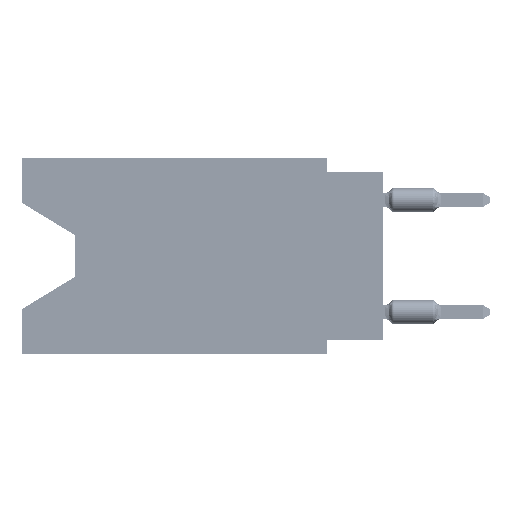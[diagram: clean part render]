
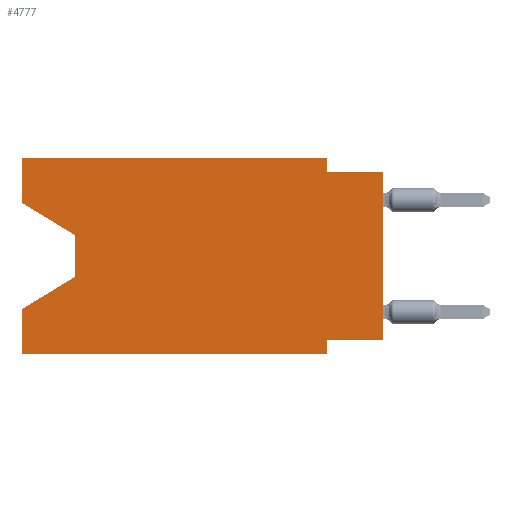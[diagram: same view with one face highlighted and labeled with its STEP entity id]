
A CAD part, left-side view. The second image highlights one B-rep face of the part: STEP entity #4777.
In plain terms, the highlighted planar face has unit normal (-1, 0, 0).
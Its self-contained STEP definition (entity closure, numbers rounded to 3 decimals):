
#1118 = ORIENTED_EDGE ( 'NONE', *, *, #50165, .F. ) ;
#2963 = VERTEX_POINT ( 'NONE', #6786 ) ;
#3200 = CARTESIAN_POINT ( 'NONE',  ( 0., 16.383, -6.852 ) ) ;
#3504 = VERTEX_POINT ( 'NONE', #27126 ) ;
#3956 = LINE ( 'NONE', #50411, #41426 ) ;
#4205 = EDGE_CURVE ( 'NONE', #52509, #10217, #66092, .T. ) ;
#4297 = EDGE_CURVE ( 'NONE', #3504, #35877, #16271, .T. ) ;
#4777 = ADVANCED_FACE ( 'NONE', ( #7382 ), #48146, .F. ) ;
#5681 = EDGE_LOOP ( 'NONE', ( #15439, #12493, #61109, #40623, #53005, #35677, #1118, #26575, #10288, #37927, #42756, #59332 ) ) ;
#5928 = CARTESIAN_POINT ( 'NONE',  ( 0., 2.54, -8.255 ) ) ;
#5990 = VERTEX_POINT ( 'NONE', #32585 ) ;
#6335 = DIRECTION ( 'NONE',  ( 0., 0., -1. ) ) ;
#6786 = CARTESIAN_POINT ( 'NONE',  ( 0., 0., -8.255 ) ) ;
#7025 = DIRECTION ( 'NONE',  ( 0., -0.855, -0.519 ) ) ;
#7382 = FACE_OUTER_BOUND ( 'NONE', #5681, .T. ) ;
#10178 = VECTOR ( 'NONE', #24481, 1000. ) ;
#10217 = VERTEX_POINT ( 'NONE', #13796 ) ;
#10288 = ORIENTED_EDGE ( 'NONE', *, *, #4205, .F. ) ;
#10985 = VECTOR ( 'NONE', #43440, 1000. ) ;
#12391 = CARTESIAN_POINT ( 'NONE',  ( 0., 16.383, -2.038 ) ) ;
#12493 = ORIENTED_EDGE ( 'NONE', *, *, #38659, .T. ) ;
#13796 = CARTESIAN_POINT ( 'NONE',  ( 0., 0., -0.635 ) ) ;
#15439 = ORIENTED_EDGE ( 'NONE', *, *, #46057, .T. ) ;
#16271 = LINE ( 'NONE', #52015, #32253 ) ;
#16276 = LINE ( 'NONE', #25978, #36418 ) ;
#16719 = CARTESIAN_POINT ( 'NONE',  ( 0., 13.97, -3.505 ) ) ;
#16746 = CARTESIAN_POINT ( 'NONE',  ( 0., 13.97, -5.385 ) ) ;
#17075 = CARTESIAN_POINT ( 'NONE',  ( 0., 16.383, -8.89 ) ) ;
#17181 = VERTEX_POINT ( 'NONE', #27531 ) ;
#20090 = EDGE_CURVE ( 'NONE', #36680, #63414, #29648, .T. ) ;
#20630 = DIRECTION ( 'NONE',  ( 0., 0.855, -0.519 ) ) ;
#22491 = LINE ( 'NONE', #28508, #50056 ) ;
#22994 = EDGE_CURVE ( 'NONE', #39110, #5990, #49097, .T. ) ;
#23171 = EDGE_CURVE ( 'NONE', #36680, #5990, #3956, .T. ) ;
#24481 = DIRECTION ( 'NONE',  ( 0., 1., 0. ) ) ;
#25038 = DIRECTION ( 'NONE',  ( 0., -1., 0. ) ) ;
#25296 = DIRECTION ( 'NONE',  ( 0., 0., 1. ) ) ;
#25978 = CARTESIAN_POINT ( 'NONE',  ( 0., 13.97, -5.385 ) ) ;
#26112 = LINE ( 'NONE', #31808, #45097 ) ;
#26575 = ORIENTED_EDGE ( 'NONE', *, *, #45880, .T. ) ;
#27126 = CARTESIAN_POINT ( 'NONE',  ( 0., 16.383, 0. ) ) ;
#27531 = CARTESIAN_POINT ( 'NONE',  ( 0., 16.383, -2.038 ) ) ;
#28508 = CARTESIAN_POINT ( 'NONE',  ( 0., 16.383, 0. ) ) ;
#29457 = LINE ( 'NONE', #63899, #10178 ) ;
#29648 = LINE ( 'NONE', #65737, #49660 ) ;
#30093 = EDGE_CURVE ( 'NONE', #52552, #63414, #16276, .T. ) ;
#31808 = CARTESIAN_POINT ( 'NONE',  ( 0., 0., 0. ) ) ;
#32140 = DIRECTION ( 'NONE',  ( 0., 0., 1. ) ) ;
#32253 = VECTOR ( 'NONE', #46993, 1000. ) ;
#32585 = CARTESIAN_POINT ( 'NONE',  ( 0., 2.54, -8.89 ) ) ;
#35677 = ORIENTED_EDGE ( 'NONE', *, *, #22994, .F. ) ;
#35877 = VERTEX_POINT ( 'NONE', #38269 ) ;
#36004 = DIRECTION ( 'NONE',  ( 0., -1., 0. ) ) ;
#36138 = VECTOR ( 'NONE', #6335, 1000. ) ;
#36418 = VECTOR ( 'NONE', #20630, 1000. ) ;
#36680 = VERTEX_POINT ( 'NONE', #17075 ) ;
#37927 = ORIENTED_EDGE ( 'NONE', *, *, #47514, .F. ) ;
#38269 = CARTESIAN_POINT ( 'NONE',  ( 0., 2.54, 0. ) ) ;
#38659 = EDGE_CURVE ( 'NONE', #50204, #52552, #43096, .T. ) ;
#39079 = CARTESIAN_POINT ( 'NONE',  ( 0., 2.54, 0. ) ) ;
#39110 = VERTEX_POINT ( 'NONE', #5928 ) ;
#40623 = ORIENTED_EDGE ( 'NONE', *, *, #20090, .F. ) ;
#40674 = CARTESIAN_POINT ( 'NONE',  ( 0., 0., -0.635 ) ) ;
#41345 = EDGE_CURVE ( 'NONE', #17181, #3504, #22491, .T. ) ;
#41426 = VECTOR ( 'NONE', #25038, 1000. ) ;
#42138 = CARTESIAN_POINT ( 'NONE',  ( 0., 2.54, -0.635 ) ) ;
#42756 = ORIENTED_EDGE ( 'NONE', *, *, #4297, .F. ) ;
#43096 = LINE ( 'NONE', #16719, #36138 ) ;
#43150 = DIRECTION ( 'NONE',  ( 1., 0., 0. ) ) ;
#43440 = DIRECTION ( 'NONE',  ( 0., 0., -1. ) ) ;
#43758 = CARTESIAN_POINT ( 'NONE',  ( 0., 2.54, -8.89 ) ) ;
#45097 = VECTOR ( 'NONE', #32140, 1000. ) ;
#45507 = CARTESIAN_POINT ( 'NONE',  ( 0., 13.97, -3.505 ) ) ;
#45880 = EDGE_CURVE ( 'NONE', #2963, #10217, #26112, .T. ) ;
#46057 = EDGE_CURVE ( 'NONE', #17181, #50204, #52817, .T. ) ;
#46993 = DIRECTION ( 'NONE',  ( 0., -1., 0. ) ) ;
#47514 = EDGE_CURVE ( 'NONE', #35877, #52509, #53458, .T. ) ;
#48146 = PLANE ( 'NONE',  #57886 ) ;
#48476 = DIRECTION ( 'NONE',  ( 0., 0., -1. ) ) ;
#49097 = LINE ( 'NONE', #43758, #63814 ) ;
#49181 = DIRECTION ( 'NONE',  ( 0., 0., 1. ) ) ;
#49660 = VECTOR ( 'NONE', #25296, 1000. ) ;
#50056 = VECTOR ( 'NONE', #49181, 1000. ) ;
#50165 = EDGE_CURVE ( 'NONE', #2963, #39110, #29457, .T. ) ;
#50204 = VERTEX_POINT ( 'NONE', #45507 ) ;
#50411 = CARTESIAN_POINT ( 'NONE',  ( 0., 16.383, -8.89 ) ) ;
#52015 = CARTESIAN_POINT ( 'NONE',  ( 0., 16.383, 0. ) ) ;
#52509 = VERTEX_POINT ( 'NONE', #42138 ) ;
#52552 = VERTEX_POINT ( 'NONE', #16746 ) ;
#52817 = LINE ( 'NONE', #12391, #58894 ) ;
#52846 = CARTESIAN_POINT ( 'NONE',  ( 0., 16.383, 0. ) ) ;
#53005 = ORIENTED_EDGE ( 'NONE', *, *, #23171, .T. ) ;
#53125 = DIRECTION ( 'NONE',  ( 0., 0., -1. ) ) ;
#53458 = LINE ( 'NONE', #39079, #10985 ) ;
#57886 = AXIS2_PLACEMENT_3D ( 'NONE', #52846, #43150, #48476 ) ;
#58894 = VECTOR ( 'NONE', #7025, 1000. ) ;
#59332 = ORIENTED_EDGE ( 'NONE', *, *, #41345, .F. ) ;
#61093 = VECTOR ( 'NONE', #36004, 1000. ) ;
#61109 = ORIENTED_EDGE ( 'NONE', *, *, #30093, .T. ) ;
#63414 = VERTEX_POINT ( 'NONE', #3200 ) ;
#63814 = VECTOR ( 'NONE', #53125, 1000. ) ;
#63899 = CARTESIAN_POINT ( 'NONE',  ( 0., 0., -8.255 ) ) ;
#65737 = CARTESIAN_POINT ( 'NONE',  ( 0., 16.383, 0. ) ) ;
#66092 = LINE ( 'NONE', #40674, #61093 ) ;
